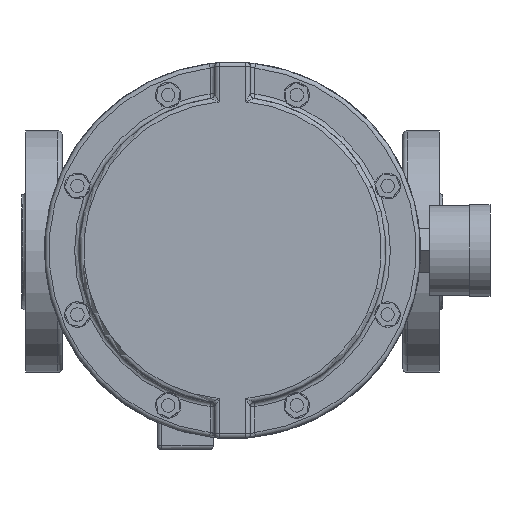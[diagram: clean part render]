
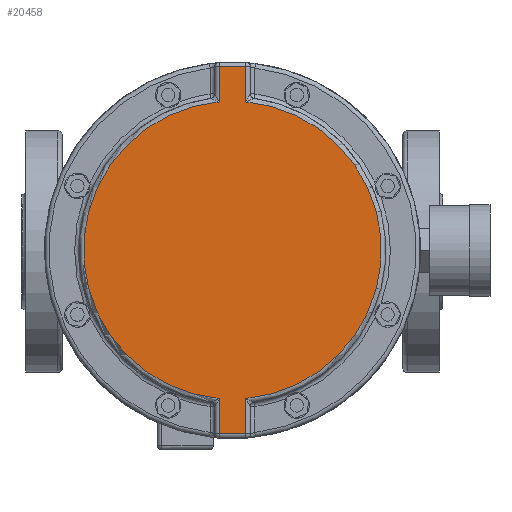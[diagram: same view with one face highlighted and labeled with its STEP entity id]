
A CAD part, top view. The second image highlights one B-rep face of the part: STEP entity #20458.
In plain terms, the highlighted planar face has unit normal (0, 0, 1).
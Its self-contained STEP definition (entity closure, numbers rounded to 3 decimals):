
#474=LINE('',#32170,#1882);
#477=LINE('',#32336,#1885);
#482=LINE('',#32356,#1890);
#485=LINE('',#32524,#1893);
#489=LINE('',#32534,#1897);
#491=LINE('',#32539,#1899);
#1882=VECTOR('',#24587,15.771);
#1885=VECTOR('',#24600,15.771);
#1890=VECTOR('',#24623,15.771);
#1893=VECTOR('',#24640,15.771);
#1897=VECTOR('',#24656,12.);
#1899=VECTOR('',#24664,12.);
#3920=PLANE('',#22001);
#4692=FACE_OUTER_BOUND('',#6074,.T.);
#6074=EDGE_LOOP('',(#14695,#14696,#14697,#14698,#14699,#14700,#14701,#14702));
#8264=CIRCLE('',#21995,66.5);
#8266=CIRCLE('',#21998,66.5);
#9354=VERTEX_POINT('',#32156);
#9357=VERTEX_POINT('',#32169);
#9360=VERTEX_POINT('',#32311);
#9361=VERTEX_POINT('',#32335);
#9364=VERTEX_POINT('',#32342);
#9367=VERTEX_POINT('',#32355);
#9370=VERTEX_POINT('',#32497);
#9371=VERTEX_POINT('',#32523);
#11399=EDGE_CURVE('',#9354,#9357,#474,.T.);
#11408=EDGE_CURVE('',#9360,#9361,#477,.T.);
#11418=EDGE_CURVE('',#9364,#9367,#482,.T.);
#11428=EDGE_CURVE('',#9370,#9371,#485,.T.);
#11434=EDGE_CURVE('',#9371,#9354,#489,.T.);
#11437=EDGE_CURVE('',#9361,#9364,#491,.T.);
#11438=EDGE_CURVE('',#9367,#9370,#8264,.T.);
#11440=EDGE_CURVE('',#9357,#9360,#8266,.T.);
#14695=ORIENTED_EDGE('',*,*,#11440,.F.);
#14696=ORIENTED_EDGE('',*,*,#11399,.F.);
#14697=ORIENTED_EDGE('',*,*,#11434,.F.);
#14698=ORIENTED_EDGE('',*,*,#11428,.F.);
#14699=ORIENTED_EDGE('',*,*,#11438,.F.);
#14700=ORIENTED_EDGE('',*,*,#11418,.F.);
#14701=ORIENTED_EDGE('',*,*,#11437,.F.);
#14702=ORIENTED_EDGE('',*,*,#11408,.F.);
#20458=ADVANCED_FACE('',(#4692),#3920,.F.);
#21995=AXIS2_PLACEMENT_3D('',#32541,#24667,#24668);
#21998=AXIS2_PLACEMENT_3D('',#32544,#24673,#24674);
#22001=AXIS2_PLACEMENT_3D('',#32547,#24679,#24680);
#24587=DIRECTION('',(0.,-1.,0.));
#24600=DIRECTION('',(0.,-1.,0.));
#24623=DIRECTION('',(0.,1.,0.));
#24640=DIRECTION('',(0.,1.,0.));
#24656=DIRECTION('',(1.,0.,0.));
#24664=DIRECTION('',(-1.,0.,0.));
#24667=DIRECTION('center_axis',(0.,0.,
-1.));
#24668=DIRECTION('ref_axis',(-1.,0.,0.));
#24673=DIRECTION('center_axis',(0.,0.,
-1.));
#24674=DIRECTION('ref_axis',(1.,0.,0.));
#24679=DIRECTION('center_axis',(0.,0.,
-1.));
#24680=DIRECTION('ref_axis',(-1.,0.,0.));
#32156=CARTESIAN_POINT('',(6.,82.,456.));
#32169=CARTESIAN_POINT('',(6.,66.229,456.));
#32170=CARTESIAN_POINT('',(6.,0.,456.));
#32311=CARTESIAN_POINT('',(6.,-66.229,456.));
#32335=CARTESIAN_POINT('',(6.,-82.,456.));
#32336=CARTESIAN_POINT('',(6.,0.,456.));
#32342=CARTESIAN_POINT('',(-6.,-82.,456.));
#32355=CARTESIAN_POINT('',(-6.,-66.229,456.));
#32356=CARTESIAN_POINT('',(-6.,0.,456.));
#32497=CARTESIAN_POINT('',(-6.,66.229,456.));
#32523=CARTESIAN_POINT('',(-6.,82.,456.));
#32524=CARTESIAN_POINT('',(-6.,0.,456.));
#32534=CARTESIAN_POINT('',(0.,82.,456.));
#32539=CARTESIAN_POINT('',(0.,-82.,456.));
#32541=CARTESIAN_POINT('Origin',(0.,0.,
456.));
#32544=CARTESIAN_POINT('Origin',(0.,0.,
456.));
#32547=CARTESIAN_POINT('Origin',(0.,0.,
456.));
